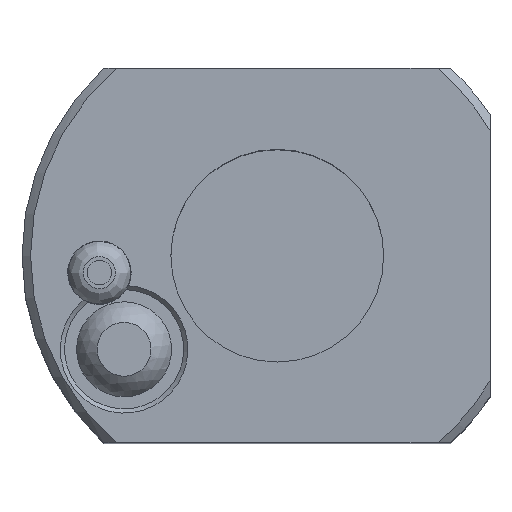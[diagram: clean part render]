
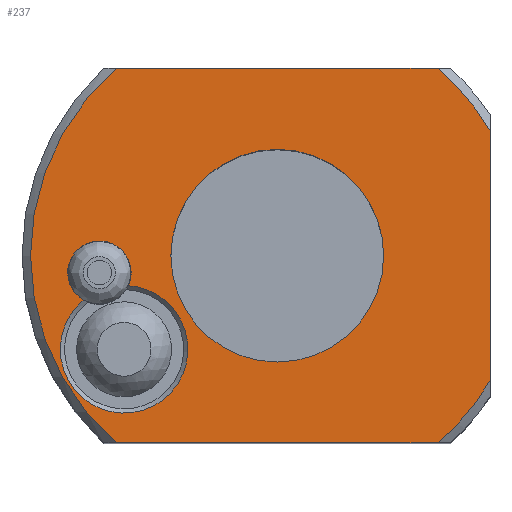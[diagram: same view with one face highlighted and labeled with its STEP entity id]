
A CAD part, top view. The second image highlights one B-rep face of the part: STEP entity #237.
In plain terms, the highlighted planar face has unit normal (0, 0, 1).
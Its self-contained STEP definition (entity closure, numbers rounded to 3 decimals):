
#237=ADVANCED_FACE('',(#488,#489,#490),#311,.T.);
#311=PLANE('',#1292);
#352=LINE('',#1810,#420);
#353=LINE('',#1815,#421);
#354=LINE('',#1819,#422);
#420=VECTOR('',#1443,1.);
#421=VECTOR('',#1446,1.);
#422=VECTOR('',#1449,1.);
#488=FACE_BOUND('',#533,.T.);
#489=FACE_BOUND('',#534,.T.);
#490=FACE_BOUND('',#535,.T.);
#533=EDGE_LOOP('',(#630));
#534=EDGE_LOOP('',(#631,#632));
#535=EDGE_LOOP('',(#633,#634,#635,#636,#637,#638));
#630=ORIENTED_EDGE('',*,*,#1076,.T.);
#631=ORIENTED_EDGE('',*,*,#1077,.T.);
#632=ORIENTED_EDGE('',*,*,#1078,.T.);
#633=ORIENTED_EDGE('',*,*,#1079,.F.);
#634=ORIENTED_EDGE('',*,*,#1080,.T.);
#635=ORIENTED_EDGE('',*,*,#1081,.T.);
#636=ORIENTED_EDGE('',*,*,#1082,.T.);
#637=ORIENTED_EDGE('',*,*,#1083,.T.);
#638=ORIENTED_EDGE('',*,*,#1084,.T.);
#960=VERTEX_POINT('',#1805);
#961=VERTEX_POINT('',#1807);
#962=VERTEX_POINT('',#1808);
#963=VERTEX_POINT('',#1811);
#964=VERTEX_POINT('',#1812);
#965=VERTEX_POINT('',#1814);
#966=VERTEX_POINT('',#1816);
#967=VERTEX_POINT('',#1818);
#968=VERTEX_POINT('',#1820);
#1076=EDGE_CURVE('',#960,#960,#1241,.T.);
#1077=EDGE_CURVE('',#961,#962,#1242,.T.);
#1078=EDGE_CURVE('',#962,#961,#1243,.T.);
#1079=EDGE_CURVE('',#963,#964,#352,.T.);
#1080=EDGE_CURVE('',#963,#965,#1244,.T.);
#1081=EDGE_CURVE('',#965,#966,#353,.T.);
#1082=EDGE_CURVE('',#966,#967,#1245,.T.);
#1083=EDGE_CURVE('',#967,#968,#354,.T.);
#1084=EDGE_CURVE('',#968,#964,#1246,.T.);
#1241=CIRCLE('',#1286,12.5);
#1242=CIRCLE('',#1287,7.5);
#1243=CIRCLE('',#1288,3.629);
#1244=CIRCLE('',#1289,29.);
#1245=CIRCLE('',#1290,29.);
#1246=CIRCLE('',#1291,29.);
#1286=AXIS2_PLACEMENT_3D('',#1804,#1437,#1438);
#1287=AXIS2_PLACEMENT_3D('',#1806,#1439,#1440);
#1288=AXIS2_PLACEMENT_3D('',#1809,#1441,#1442);
#1289=AXIS2_PLACEMENT_3D('',#1813,#1444,#1445);
#1290=AXIS2_PLACEMENT_3D('',#1817,#1447,#1448);
#1291=AXIS2_PLACEMENT_3D('',#1821,#1450,#1451);
#1292=AXIS2_PLACEMENT_3D('',#1822,#1452,#1453);
#1437=DIRECTION('',(0.,0.,-1.));
#1438=DIRECTION('',(-1.,0.,0.));
#1439=DIRECTION('',(0.,0.,-1.));
#1440=DIRECTION('',(-1.,0.,0.));
#1441=DIRECTION('',(0.,0.,-1.));
#1442=DIRECTION('',(-0.093,0.996,0.));
#1443=DIRECTION('',(-1.,0.,0.));
#1444=DIRECTION('',(0.,0.,1.));
#1445=DIRECTION('',(-1.,0.,0.));
#1446=DIRECTION('',(0.,1.,0.));
#1447=DIRECTION('',(0.,0.,1.));
#1448=DIRECTION('',(-1.,0.,0.));
#1449=DIRECTION('',(-1.,0.,0.));
#1450=DIRECTION('',(0.,0.,1.));
#1451=DIRECTION('',(-1.,0.,0.));
#1452=DIRECTION('',(0.,0.,1.));
#1453=DIRECTION('',(1.,0.,0.));
#1804=CARTESIAN_POINT('',(0.,0.,43.));
#1805=CARTESIAN_POINT('',(-12.5,0.,43.));
#1806=CARTESIAN_POINT('',(-18.,-11.,43.));
#1807=CARTESIAN_POINT('',(-17.6,-3.511,43.));
#1808=CARTESIAN_POINT('',(-22.697,-5.153,43.));
#1809=CARTESIAN_POINT('',(-20.9,-2.,43.));
#1810=CARTESIAN_POINT('',(0.,-22.,43.));
#1811=CARTESIAN_POINT('',(18.894,-22.,43.));
#1812=CARTESIAN_POINT('',(-18.894,-22.,43.));
#1813=CARTESIAN_POINT('',(0.,0.,43.));
#1814=CARTESIAN_POINT('',(25.,-14.697,43.));
#1815=CARTESIAN_POINT('',(25.,0.,43.));
#1816=CARTESIAN_POINT('',(25.,14.697,43.));
#1817=CARTESIAN_POINT('',(0.,0.,43.));
#1818=CARTESIAN_POINT('',(18.894,22.,43.));
#1819=CARTESIAN_POINT('',(0.,22.,43.));
#1820=CARTESIAN_POINT('',(-18.894,22.,43.));
#1821=CARTESIAN_POINT('',(0.,0.,43.));
#1822=CARTESIAN_POINT('',(0.,0.,43.));
